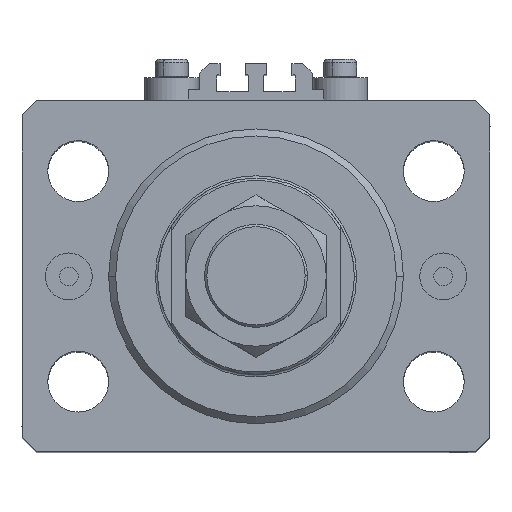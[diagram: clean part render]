
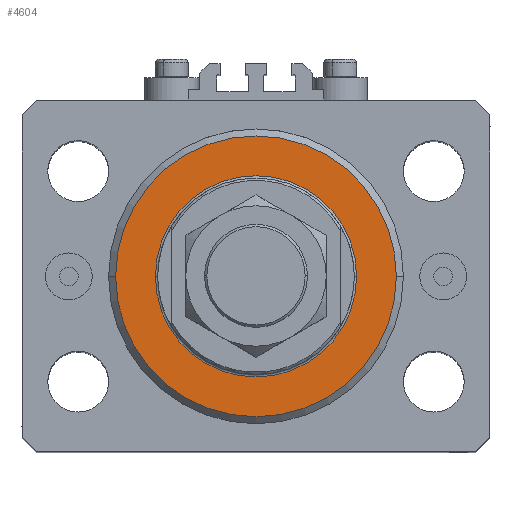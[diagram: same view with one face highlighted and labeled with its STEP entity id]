
A CAD part, top view. The second image highlights one B-rep face of the part: STEP entity #4604.
In plain terms, the highlighted face is planar.
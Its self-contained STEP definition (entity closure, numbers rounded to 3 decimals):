
#585 = CARTESIAN_POINT ( 'NONE',  ( 21.5, 0., 0. ) ) ;
#2024 = PLANE ( 'NONE',  #45650 ) ;
#3424 = DIRECTION ( 'NONE',  ( 1., 0., 0. ) ) ;
#3844 = ORIENTED_EDGE ( 'NONE', *, *, #30469, .T. ) ;
#4604 = ADVANCED_FACE ( 'NONE', ( #24511, #39622 ), #2024, .F. ) ;
#5865 = DIRECTION ( 'NONE',  ( 0., 0., -1. ) ) ;
#5926 = DIRECTION ( 'NONE',  ( 1., 0., 0. ) ) ;
#9305 = DIRECTION ( 'NONE',  ( 1., 0., 0. ) ) ;
#10443 = EDGE_CURVE ( 'NONE', #24483, #36035, #35451, .T. ) ;
#13777 = CARTESIAN_POINT ( 'NONE',  ( 0., 0., 0. ) ) ;
#14342 = CIRCLE ( 'NONE', #26953, 21.5 ) ;
#14569 = CARTESIAN_POINT ( 'NONE',  ( 30., 0., 0. ) ) ;
#15420 = EDGE_LOOP ( 'NONE', ( #30012, #33746 ) ) ;
#21013 = CARTESIAN_POINT ( 'NONE',  ( 0., 0., 0. ) ) ;
#24483 = VERTEX_POINT ( 'NONE', #585 ) ;
#24511 = FACE_BOUND ( 'NONE', #30725, .T. ) ;
#24974 = CARTESIAN_POINT ( 'NONE',  ( -21.5, 0., 0. ) ) ;
#25444 = DIRECTION ( 'NONE',  ( 0., 0., 1. ) ) ;
#26632 = CARTESIAN_POINT ( 'NONE',  ( 0., 0., 0. ) ) ;
#26953 = AXIS2_PLACEMENT_3D ( 'NONE', #21013, #25444, #5926 ) ;
#27329 = EDGE_CURVE ( 'NONE', #41352, #37500, #45482, .T. ) ;
#28209 = ORIENTED_EDGE ( 'NONE', *, *, #10443, .T. ) ;
#28876 = AXIS2_PLACEMENT_3D ( 'NONE', #26632, #40798, #3424 ) ;
#30012 = ORIENTED_EDGE ( 'NONE', *, *, #27329, .T. ) ;
#30469 = EDGE_CURVE ( 'NONE', #36035, #24483, #14342, .T. ) ;
#30725 = EDGE_LOOP ( 'NONE', ( #28209, #3844 ) ) ;
#31833 = DIRECTION ( 'NONE',  ( 1., 0., 0. ) ) ;
#33176 = DIRECTION ( 'NONE',  ( 1., 0., 0. ) ) ;
#33746 = ORIENTED_EDGE ( 'NONE', *, *, #41655, .T. ) ;
#35036 = CARTESIAN_POINT ( 'NONE',  ( 0., 0., 0. ) ) ;
#35451 = CIRCLE ( 'NONE', #37055, 21.5 ) ;
#36035 = VERTEX_POINT ( 'NONE', #24974 ) ;
#37055 = AXIS2_PLACEMENT_3D ( 'NONE', #35036, #42947, #9305 ) ;
#37500 = VERTEX_POINT ( 'NONE', #43910 ) ;
#37502 = CIRCLE ( 'NONE', #37611, 30. ) ;
#37611 = AXIS2_PLACEMENT_3D ( 'NONE', #13777, #5865, #31833 ) ;
#39622 = FACE_OUTER_BOUND ( 'NONE', #15420, .T. ) ;
#40798 = DIRECTION ( 'NONE',  ( 0., 0., -1. ) ) ;
#41352 = VERTEX_POINT ( 'NONE', #14569 ) ;
#41655 = EDGE_CURVE ( 'NONE', #37500, #41352, #37502, .T. ) ;
#42947 = DIRECTION ( 'NONE',  ( 0., 0., 1. ) ) ;
#43561 = DIRECTION ( 'NONE',  ( 0., 0., 1. ) ) ;
#43910 = CARTESIAN_POINT ( 'NONE',  ( -30., 0., 0. ) ) ;
#45482 = CIRCLE ( 'NONE', #28876, 30. ) ;
#45650 = AXIS2_PLACEMENT_3D ( 'NONE', #47288, #43561, #33176 ) ;
#47288 = CARTESIAN_POINT ( 'NONE',  ( 0., 0., 0. ) ) ;
